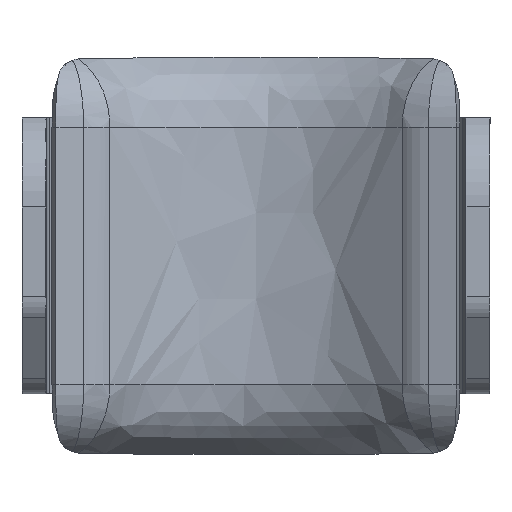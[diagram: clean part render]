
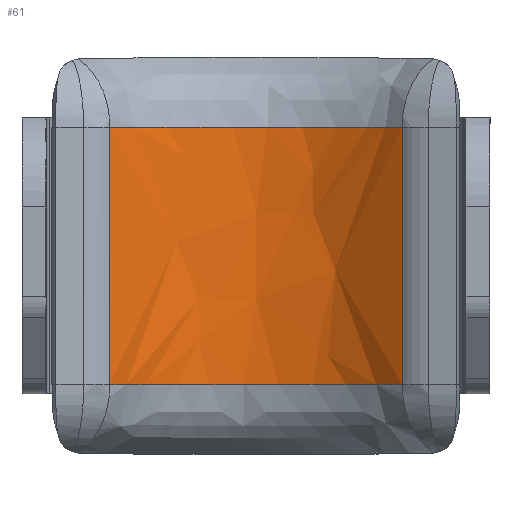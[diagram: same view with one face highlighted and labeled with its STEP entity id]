
A CAD part, front view. The second image highlights one B-rep face of the part: STEP entity #61.
In plain terms, the highlighted free-form (B-spline) face has degree [2, 3] with [5, 4] control points.
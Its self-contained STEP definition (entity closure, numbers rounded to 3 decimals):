
#61=ADVANCED_FACE('',(#351),#4162,.T.);
#351=FACE_OUTER_BOUND('',#628,.T.);
#628=EDGE_LOOP('',(#1073,#1074,#1075,#1076));
#1073=ORIENTED_EDGE('',*,*,#2375,.F.);
#1074=ORIENTED_EDGE('',*,*,#2317,.F.);
#1075=ORIENTED_EDGE('',*,*,#2388,.F.);
#1076=ORIENTED_EDGE('',*,*,#2378,.F.);
#2317=EDGE_CURVE('',#3612,#3613,#2964,.T.);
#2375=EDGE_CURVE('',#3613,#3610,#3432,.T.);
#2378=EDGE_CURVE('',#3610,#3611,#3005,.T.);
#2388=EDGE_CURVE('',#3611,#3612,#3436,.T.);
#2964=B_SPLINE_CURVE_WITH_KNOTS('',1,(#8258,#8259),.UNSPECIFIED.,.F.,.F.,
(2,2),(0.,21.44),.UNSPECIFIED.);
#3005=B_SPLINE_CURVE_WITH_KNOTS('',1,(#8650,#8651),.UNSPECIFIED.,.F.,.F.,
(2,2),(-21.44,0.),.UNSPECIFIED.);
#3432=(
BOUNDED_CURVE()
B_SPLINE_CURVE(2,(#8640,#8641,#8642,#8643,#8644),.UNSPECIFIED.,.F.,.F.)
B_SPLINE_CURVE_WITH_KNOTS((3,2,3),(-27.167,-13.583,
0.),.UNSPECIFIED.)
CURVE()
GEOMETRIC_REPRESENTATION_ITEM()
RATIONAL_B_SPLINE_CURVE((1.,0.921,1.,0.921,1.))
REPRESENTATION_ITEM('')
);
#3436=(
BOUNDED_CURVE()
B_SPLINE_CURVE(2,(#8722,#8723,#8724,#8725,#8726),.UNSPECIFIED.,.F.,.F.)
B_SPLINE_CURVE_WITH_KNOTS((3,2,3),(0.,13.583,27.167),
 .UNSPECIFIED.)
CURVE()
GEOMETRIC_REPRESENTATION_ITEM()
RATIONAL_B_SPLINE_CURVE((1.,0.921,1.,0.921,1.))
REPRESENTATION_ITEM('')
);
#3610=VERTEX_POINT('',#7181);
#3611=VERTEX_POINT('',#7182);
#3612=VERTEX_POINT('',#7183);
#3613=VERTEX_POINT('',#7184);
#4162=(
BOUNDED_SURFACE()
B_SPLINE_SURFACE(2,3,((#5844,#5845,#5846,#5847),(#5848,#5849,#5850,#5851),
(#5852,#5853,#5854,#5855),(#5856,#5857,#5858,#5859),(#5860,#5861,#5862,
#5863)),.UNSPECIFIED.,.F.,.F.,.F.)
B_SPLINE_SURFACE_WITH_KNOTS((3,2,3),(4,4),(0.,13.583,27.167),
(0.,21.44),.UNSPECIFIED.)
GEOMETRIC_REPRESENTATION_ITEM()
RATIONAL_B_SPLINE_SURFACE(((1.,1.,1.,1.),(0.921,0.921,
0.921,0.921),(1.,1.,1.,1.),(0.921,0.921,
0.921,0.921),(1.,1.,1.,1.)))
REPRESENTATION_ITEM('')
SURFACE()
);
#5844=CARTESIAN_POINT('',(12.183,-5.144,0.));
#5845=CARTESIAN_POINT('',(12.183,-5.144,-7.147));
#5846=CARTESIAN_POINT('',(12.183,-5.144,-14.293));
#5847=CARTESIAN_POINT('',(12.183,-5.144,-21.44));
#5848=CARTESIAN_POINT('',(7.178,0.,0.));
#5849=CARTESIAN_POINT('',(7.178,0.,-7.147));
#5850=CARTESIAN_POINT('',(7.178,0.,-14.293));
#5851=CARTESIAN_POINT('',(7.178,0.,-21.44));
#5852=CARTESIAN_POINT('',(0.,0.,0.));
#5853=CARTESIAN_POINT('',(0.,0.,-7.147));
#5854=CARTESIAN_POINT('',(0.,0.,-14.293));
#5855=CARTESIAN_POINT('',(0.,0.,-21.44));
#5856=CARTESIAN_POINT('',(-7.178,0.,0.));
#5857=CARTESIAN_POINT('',(-7.178,0.,-7.147));
#5858=CARTESIAN_POINT('',(-7.178,0.,-14.293));
#5859=CARTESIAN_POINT('',(-7.178,0.,-21.44));
#5860=CARTESIAN_POINT('',(-12.183,-5.144,0.));
#5861=CARTESIAN_POINT('',(-12.183,-5.144,-7.147));
#5862=CARTESIAN_POINT('',(-12.183,-5.144,-14.293));
#5863=CARTESIAN_POINT('',(-12.183,-5.144,-21.44));
#7181=CARTESIAN_POINT('',(12.183,-5.144,0.));
#7182=CARTESIAN_POINT('',(12.183,-5.144,-21.44));
#7183=CARTESIAN_POINT('',(-12.183,-5.144,-21.44));
#7184=CARTESIAN_POINT('',(-12.183,-5.144,0.));
#8258=CARTESIAN_POINT('',(-12.183,-5.144,-21.44));
#8259=CARTESIAN_POINT('',(-12.183,-5.144,0.));
#8640=CARTESIAN_POINT('',(-12.183,-5.144,0.));
#8641=CARTESIAN_POINT('',(-7.178,0.,0.));
#8642=CARTESIAN_POINT('',(0.,0.,0.));
#8643=CARTESIAN_POINT('',(7.178,0.,0.));
#8644=CARTESIAN_POINT('',(12.183,-5.144,0.));
#8650=CARTESIAN_POINT('',(12.183,-5.144,0.));
#8651=CARTESIAN_POINT('',(12.183,-5.144,-21.44));
#8722=CARTESIAN_POINT('',(12.183,-5.144,-21.44));
#8723=CARTESIAN_POINT('',(7.178,0.,-21.44));
#8724=CARTESIAN_POINT('',(0.,0.,-21.44));
#8725=CARTESIAN_POINT('',(-7.178,0.,-21.44));
#8726=CARTESIAN_POINT('',(-12.183,-5.144,-21.44));
